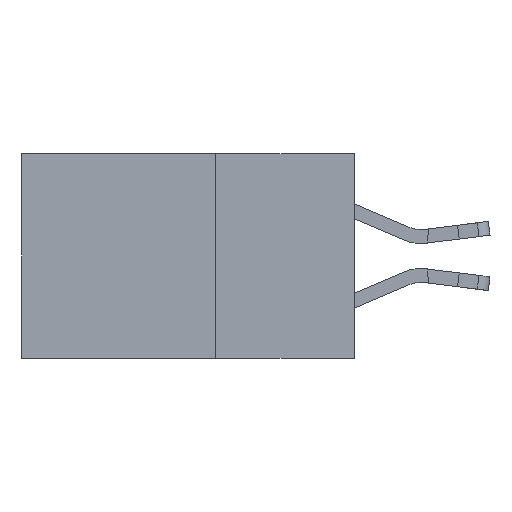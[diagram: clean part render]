
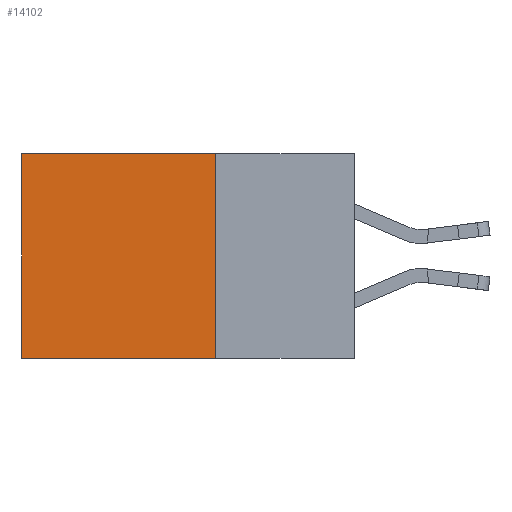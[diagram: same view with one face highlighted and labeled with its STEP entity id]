
A CAD part, left-side view. The second image highlights one B-rep face of the part: STEP entity #14102.
In plain terms, the highlighted planar face has unit normal (-1, 0, 0).
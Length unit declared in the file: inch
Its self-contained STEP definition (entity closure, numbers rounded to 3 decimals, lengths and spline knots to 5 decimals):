
#410 = CARTESIAN_POINT ( 'NONE',  ( 0.298, 0.25, 0. ) ) ;
#427 = CARTESIAN_POINT ( 'NONE',  ( 0.298, 0.6, -0.37 ) ) ;
#718 = VECTOR ( 'NONE', #10997, 39.37008 ) ;
#2146 = VECTOR ( 'NONE', #9401, 39.37008 ) ;
#2224 = CARTESIAN_POINT ( 'NONE',  ( 0.298, 0.6, 0. ) ) ;
#2401 = VERTEX_POINT ( 'NONE', #3962 ) ;
#2897 = ORIENTED_EDGE ( 'NONE', *, *, #9268, .T. ) ;
#3395 = LINE ( 'NONE', #10962, #718 ) ;
#3962 = CARTESIAN_POINT ( 'NONE',  ( 0.298, 0.25, 0. ) ) ;
#3997 = ORIENTED_EDGE ( 'NONE', *, *, #8816, .F. ) ;
#4685 = CARTESIAN_POINT ( 'NONE',  ( 0.298, 0.25, 0. ) ) ;
#5504 = LINE ( 'NONE', #8150, #10920 ) ;
#5618 = CARTESIAN_POINT ( 'NONE',  ( 0.298, 0.6, 0. ) ) ;
#5720 = VERTEX_POINT ( 'NONE', #427 ) ;
#5870 = DIRECTION ( 'NONE',  ( 1., 0., 0. ) ) ;
#5872 = VERTEX_POINT ( 'NONE', #2224 ) ;
#6380 = EDGE_LOOP ( 'NONE', ( #6887, #10637, #3997, #2897 ) ) ;
#6783 = CARTESIAN_POINT ( 'NONE',  ( 0.298, 0.25, -0.37 ) ) ;
#6887 = ORIENTED_EDGE ( 'NONE', *, *, #13182, .T. ) ;
#7889 = DIRECTION ( 'NONE',  ( 0., 0., -1. ) ) ;
#8114 = EDGE_CURVE ( 'NONE', #13946, #5720, #3395, .T. ) ;
#8150 = CARTESIAN_POINT ( 'NONE',  ( 0.298, 0.25, 0. ) ) ;
#8228 = FACE_OUTER_BOUND ( 'NONE', #6380, .T. ) ;
#8816 = EDGE_CURVE ( 'NONE', #2401, #13946, #10929, .T. ) ;
#9207 = DIRECTION ( 'NONE',  ( 0., 1., 0. ) ) ;
#9268 = EDGE_CURVE ( 'NONE', #2401, #5872, #5504, .T. ) ;
#9401 = DIRECTION ( 'NONE',  ( 0., 0., -1. ) ) ;
#9548 = VECTOR ( 'NONE', #7889, 39.37008 ) ;
#10637 = ORIENTED_EDGE ( 'NONE', *, *, #8114, .F. ) ;
#10920 = VECTOR ( 'NONE', #9207, 39.37008 ) ;
#10929 = LINE ( 'NONE', #410, #2146 ) ;
#10962 = CARTESIAN_POINT ( 'NONE',  ( 0.298, 0.25, -0.37 ) ) ;
#10997 = DIRECTION ( 'NONE',  ( 0., 1., 0. ) ) ;
#11223 = PLANE ( 'NONE',  #12340 ) ;
#12312 = LINE ( 'NONE', #5618, #9548 ) ;
#12340 = AXIS2_PLACEMENT_3D ( 'NONE', #4685, #5870, #13334 ) ;
#13182 = EDGE_CURVE ( 'NONE', #5872, #5720, #12312, .T. ) ;
#13334 = DIRECTION ( 'NONE',  ( 0., 0., -1. ) ) ;
#13946 = VERTEX_POINT ( 'NONE', #6783 ) ;
#14102 = ADVANCED_FACE ( 'NONE', ( #8228 ), #11223, .F. ) ;
